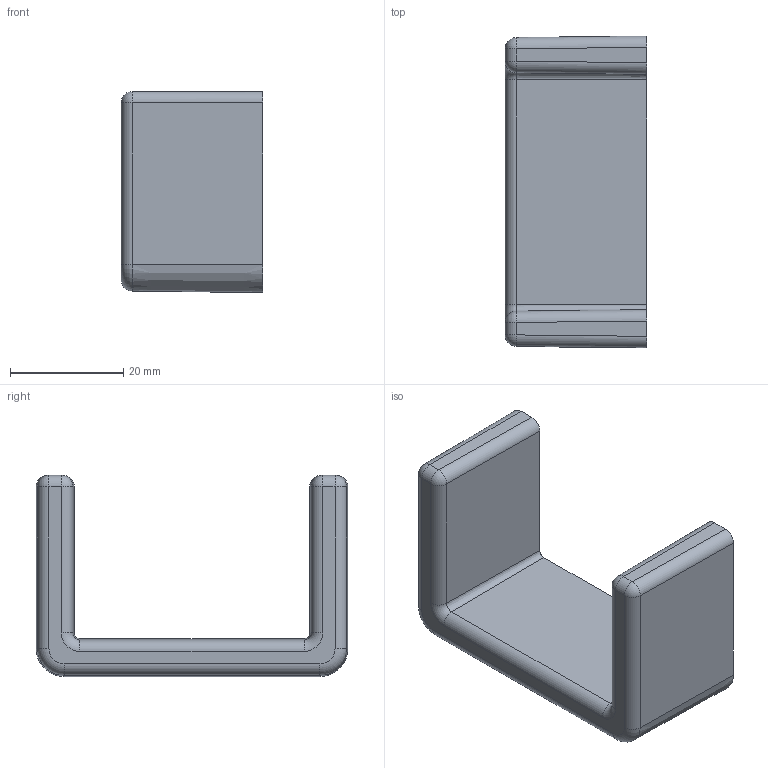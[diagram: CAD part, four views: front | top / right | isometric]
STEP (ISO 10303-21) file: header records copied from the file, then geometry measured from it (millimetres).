
FILE_DESCRIPTION((''),'2;1');
FILE_NAME('6338458','2013-07-11T',('AndreasKeweloh'),(''),'PRO/ENGINEER BY PARAMETRIC TECHNOLOGY CORPORATION, 2012360','PRO/ENGINEER BY PARAMETRIC TECHNOLOGY CORPORATION, 2012360','');
FILE_SCHEMA(('CONFIG_CONTROL_DESIGN'));
Length unit declared in the file: millimetre
Products named in the file (1): 6338458
Bounding box: 25 x 55 x 35.5 mm (x, y, z)
Volume: 12749 mm3; surface area: 11932.8 mm2
Topology: 1 solids, 1 shells, 62 faces, 151 edges, 88 vertices
Faces by surface type: plane 19, cylinder 18, cone 12, torus 9, sphere 4
Entity records: 1836 total; most frequent: CARTESIAN_POINT 333, DIRECTION 328, ORIENTED_EDGE 294, EDGE_CURVE 147, AXIS2_PLACEMENT_3D 125, VERTEX_POINT 88, VECTOR 78, LINE 78
